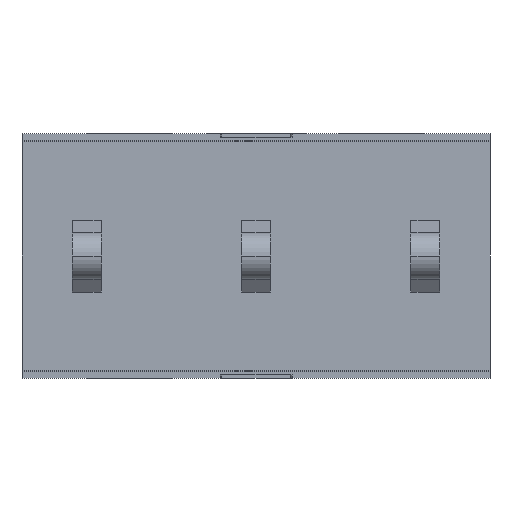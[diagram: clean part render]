
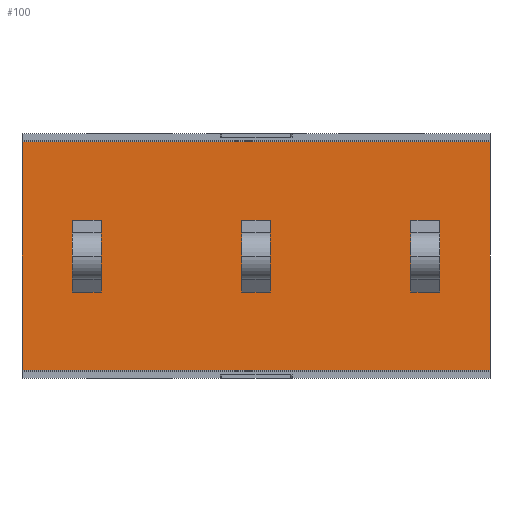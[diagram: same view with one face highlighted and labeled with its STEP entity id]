
A CAD part, front view. The second image highlights one B-rep face of the part: STEP entity #100.
In plain terms, the highlighted planar face has unit normal (0, -1, 0).
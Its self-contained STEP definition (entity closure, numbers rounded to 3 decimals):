
#100=ADVANCED_FACE('',(#707,#708,#709,#710),#711,.F.);
#707=FACE_OUTER_BOUND('',#1849,.T.);
#708=FACE_BOUND('',#1850,.T.);
#709=FACE_BOUND('',#1851,.T.);
#710=FACE_BOUND('',#1852,.T.);
#711=PLANE('',#1853);
#1849=EDGE_LOOP('',(#3563,#3564,#3565,#3566));
#1850=EDGE_LOOP('',(#3567,#3568,#3569,#3570));
#1851=EDGE_LOOP('',(#3571,#3572,#3573,#3574));
#1852=EDGE_LOOP('',(#3575,#3576,#3577,#3578));
#1853=AXIS2_PLACEMENT_3D('',#3579,#3580,#3581);
#3563=ORIENTED_EDGE('',*,*,#8190,.F.);
#3564=ORIENTED_EDGE('',*,*,#8198,.T.);
#3565=ORIENTED_EDGE('',*,*,#8174,.F.);
#3566=ORIENTED_EDGE('',*,*,#8185,.F.);
#3567=ORIENTED_EDGE('',*,*,#8199,.T.);
#3568=ORIENTED_EDGE('',*,*,#8200,.T.);
#3569=ORIENTED_EDGE('',*,*,#8201,.F.);
#3570=ORIENTED_EDGE('',*,*,#8202,.F.);
#3571=ORIENTED_EDGE('',*,*,#8203,.T.);
#3572=ORIENTED_EDGE('',*,*,#8204,.T.);
#3573=ORIENTED_EDGE('',*,*,#8205,.F.);
#3574=ORIENTED_EDGE('',*,*,#8206,.F.);
#3575=ORIENTED_EDGE('',*,*,#8207,.T.);
#3576=ORIENTED_EDGE('',*,*,#8208,.T.);
#3577=ORIENTED_EDGE('',*,*,#8209,.F.);
#3578=ORIENTED_EDGE('',*,*,#8210,.F.);
#3579=CARTESIAN_POINT('',(0.0,0.0,0.0));
#3580=DIRECTION('',(-0.0,1.0,0.0));
#3581=DIRECTION('',(1.0,0.0,0.0));
#8174=EDGE_CURVE('',#10204,#10205,#10206,.T.);
#8185=EDGE_CURVE('',#10225,#10204,#10226,.T.);
#8190=EDGE_CURVE('',#10232,#10225,#10234,.T.);
#8198=EDGE_CURVE('',#10232,#10205,#10248,.T.);
#8199=EDGE_CURVE('',#10249,#10250,#10251,.T.);
#8200=EDGE_CURVE('',#10250,#10252,#10253,.T.);
#8201=EDGE_CURVE('',#10254,#10252,#10255,.T.);
#8202=EDGE_CURVE('',#10249,#10254,#10256,.T.);
#8203=EDGE_CURVE('',#10257,#10258,#10259,.T.);
#8204=EDGE_CURVE('',#10258,#10260,#10261,.T.);
#8205=EDGE_CURVE('',#10262,#10260,#10263,.T.);
#8206=EDGE_CURVE('',#10257,#10262,#10264,.T.);
#8207=EDGE_CURVE('',#10265,#10266,#10267,.T.);
#8208=EDGE_CURVE('',#10266,#10268,#10269,.T.);
#8209=EDGE_CURVE('',#10270,#10268,#10271,.T.);
#8210=EDGE_CURVE('',#10265,#10270,#10272,.T.);
#10204=VERTEX_POINT('',#13269);
#10205=VERTEX_POINT('',#13270);
#10206=LINE('',#13271,#13272);
#10225=VERTEX_POINT('',#13299);
#10226=LINE('',#13300,#13301);
#10232=VERTEX_POINT('',#13310);
#10234=LINE('',#13313,#13314);
#10248=LINE('',#13333,#13334);
#10249=VERTEX_POINT('',#13335);
#10250=VERTEX_POINT('',#13336);
#10251=LINE('',#13337,#13338);
#10252=VERTEX_POINT('',#13339);
#10253=LINE('',#13340,#13341);
#10254=VERTEX_POINT('',#13342);
#10255=LINE('',#13343,#13344);
#10256=LINE('',#13345,#13346);
#10257=VERTEX_POINT('',#13347);
#10258=VERTEX_POINT('',#13348);
#10259=LINE('',#13349,#13350);
#10260=VERTEX_POINT('',#13351);
#10261=LINE('',#13352,#13353);
#10262=VERTEX_POINT('',#13354);
#10263=LINE('',#13355,#13356);
#10264=LINE('',#13357,#13358);
#10265=VERTEX_POINT('',#13359);
#10266=VERTEX_POINT('',#13360);
#10267=LINE('',#13361,#13362);
#10268=VERTEX_POINT('',#13363);
#10269=LINE('',#13364,#13365);
#10270=VERTEX_POINT('',#13366);
#10271=LINE('',#13367,#13368);
#10272=LINE('',#13369,#13370);
#13269=CARTESIAN_POINT('',(6.5,0.0,3.18));
#13270=CARTESIAN_POINT('',(6.5,0.0,-3.18));
#13271=CARTESIAN_POINT('',(6.5,0.0,3.18));
#13272=VECTOR('',#16470,6.36);
#13299=CARTESIAN_POINT('',(-6.5,0.0,3.18));
#13300=CARTESIAN_POINT('',(-6.5,0.0,3.18));
#13301=VECTOR('',#16485,13.0);
#13310=CARTESIAN_POINT('',(-6.5,0.0,-3.18));
#13313=CARTESIAN_POINT('',(-6.5,0.0,-3.18));
#13314=VECTOR('',#16490,6.36);
#13333=CARTESIAN_POINT('',(-6.5,0.0,-3.18));
#13334=VECTOR('',#16502,13.0);
#13335=CARTESIAN_POINT('',(-0.4,0.0,1.0));
#13336=CARTESIAN_POINT('',(0.4,0.0,1.0));
#13337=CARTESIAN_POINT('',(-0.4,0.0,1.0));
#13338=VECTOR('',#16503,0.8);
#13339=CARTESIAN_POINT('',(0.4,0.0,-1.0));
#13340=CARTESIAN_POINT('',(0.4,0.0,1.0));
#13341=VECTOR('',#16504,2.0);
#13342=CARTESIAN_POINT('',(-0.4,0.0,-1.0));
#13343=CARTESIAN_POINT('',(-0.4,0.0,-1.0));
#13344=VECTOR('',#16505,0.8);
#13345=CARTESIAN_POINT('',(-0.4,0.0,1.0));
#13346=VECTOR('',#16506,2.0);
#13347=CARTESIAN_POINT('',(4.3,0.0,1.0));
#13348=CARTESIAN_POINT('',(5.1,0.0,1.0));
#13349=CARTESIAN_POINT('',(4.3,0.0,1.0));
#13350=VECTOR('',#16507,0.8);
#13351=CARTESIAN_POINT('',(5.1,0.0,-1.0));
#13352=CARTESIAN_POINT('',(5.1,0.0,1.0));
#13353=VECTOR('',#16508,2.0);
#13354=CARTESIAN_POINT('',(4.3,0.0,-1.0));
#13355=CARTESIAN_POINT('',(4.3,0.0,-1.0));
#13356=VECTOR('',#16509,0.8);
#13357=CARTESIAN_POINT('',(4.3,0.0,1.0));
#13358=VECTOR('',#16510,2.0);
#13359=CARTESIAN_POINT('',(-5.1,0.0,1.0));
#13360=CARTESIAN_POINT('',(-4.3,0.0,1.0));
#13361=CARTESIAN_POINT('',(-5.1,0.0,1.0));
#13362=VECTOR('',#16511,0.8);
#13363=CARTESIAN_POINT('',(-4.3,0.0,-1.0));
#13364=CARTESIAN_POINT('',(-4.3,0.0,1.0));
#13365=VECTOR('',#16512,2.0);
#13366=CARTESIAN_POINT('',(-5.1,0.0,-1.0));
#13367=CARTESIAN_POINT('',(-5.1,0.0,-1.0));
#13368=VECTOR('',#16513,0.8);
#13369=CARTESIAN_POINT('',(-5.1,0.0,1.0));
#13370=VECTOR('',#16514,2.0);
#16470=DIRECTION('',(0.0,0.0,-1.0));
#16485=DIRECTION('',(1.0,0.0,0.0));
#16490=DIRECTION('',(0.0,0.0,1.0));
#16502=DIRECTION('',(1.0,0.0,0.0));
#16503=DIRECTION('',(1.0,0.0,0.0));
#16504=DIRECTION('',(0.0,0.0,-1.0));
#16505=DIRECTION('',(1.0,0.0,0.0));
#16506=DIRECTION('',(0.0,0.0,-1.0));
#16507=DIRECTION('',(1.0,0.0,0.0));
#16508=DIRECTION('',(0.0,0.0,-1.0));
#16509=DIRECTION('',(1.0,0.0,0.0));
#16510=DIRECTION('',(0.0,0.0,-1.0));
#16511=DIRECTION('',(1.0,0.0,0.0));
#16512=DIRECTION('',(0.0,0.0,-1.0));
#16513=DIRECTION('',(1.0,0.0,0.0));
#16514=DIRECTION('',(0.0,0.0,-1.0));
